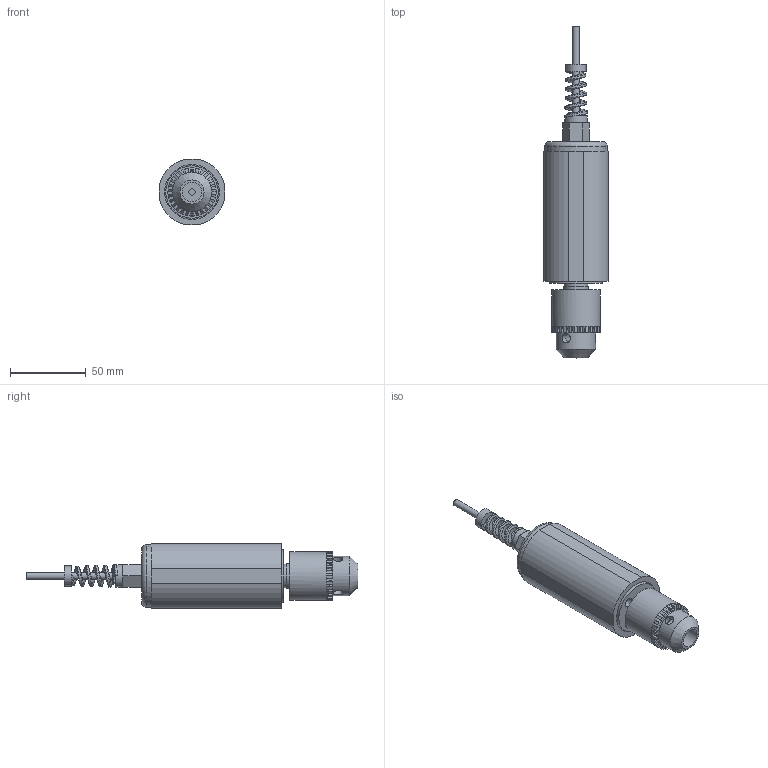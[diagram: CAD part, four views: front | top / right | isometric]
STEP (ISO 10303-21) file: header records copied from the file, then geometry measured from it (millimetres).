
FILE_DESCRIPTION((''),'2;1');
FILE_NAME('TAT300.stp','2011-02-07T14:41:35',('thomasl'),(''),'Autodesk Inventor 2011','Autodesk Inventor 2011','');
FILE_SCHEMA(('AUTOMOTIVE_DESIGN { 1 0 10303 214 1 1 1 1 }'));
Length unit declared in the file: inch
Products named in the file (3): Assembly4; FI1140-A_Substitute_3; FI1140-A_Substitute_1
Assembly tree (2 placements, depth 2):
  Assembly4
    FI1140-A_Substitute_3
    FI1140-A_Substitute_1
Bounding box: 42.93 x 218.82 x 42.93 mm (x, y, z)
Volume: 134374.6 mm3; surface area: 53019.4 mm2
Topology: 29 solids, 49 shells, 577 faces, 1361 edges, 879 vertices
Faces by surface type: plane 355, cylinder 160, cone 53, bspline 6, torus 3
Full cylindrical faces by diameter (mm): 2.946 x13, 3.175 x4, 3.2 x2, 3.48 x2, 3.785 x8, 3.962 x2, 4.089 x1, 4.318 x3, 4.572 x2, 4.763 x2, 6.096 x3, 6.35 x8, 7.366 x1, 9.398 x1, 10.922 x1, 11.049 x1, 11.43 x1, 11.506 x1, 12.7 x2, 13.208 x1, 13.462 x1, 14.732 x1, 15.748 x1, 15.875 x1, 16.256 x2, 16.764 x1, 25.977 x1, 26.924 x1, 31.75 x1, 32.004 x1
Entity records: 18996 total; most frequent: CARTESIAN_POINT 5724, DIRECTION 2635, ORIENTED_EDGE 2420, EDGE_CURVE 1210, AXIS2_PLACEMENT_3D 998, VERTEX_POINT 835, EDGE_LOOP 745, VECTOR 639
